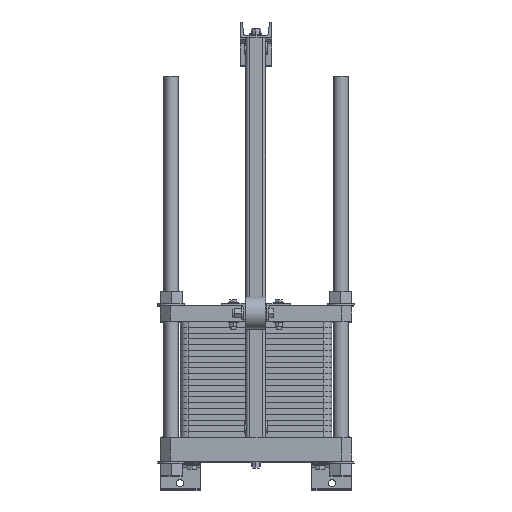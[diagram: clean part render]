
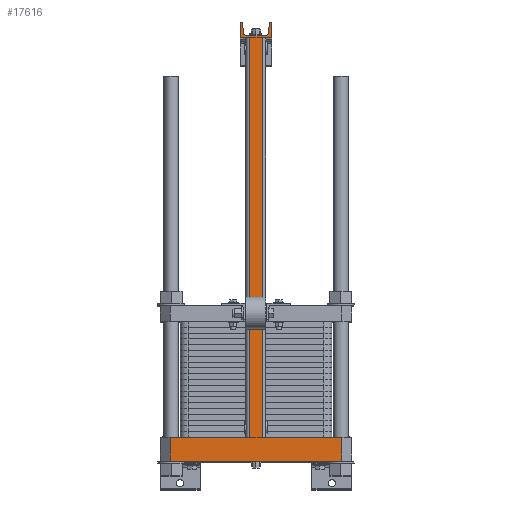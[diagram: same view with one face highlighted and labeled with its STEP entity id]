
A CAD part, top view. The second image highlights one B-rep face of the part: STEP entity #17616.
In plain terms, the highlighted planar face has unit normal (0, 0, 1).
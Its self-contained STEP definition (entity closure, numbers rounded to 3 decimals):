
#2051=LINE('',#26436,#3993);
#2052=LINE('',#26456,#3994);
#2053=LINE('',#26458,#3995);
#2054=LINE('',#26460,#3996);
#2055=LINE('',#26462,#3997);
#2056=LINE('',#26464,#3998);
#2057=LINE('',#26466,#3999);
#2058=LINE('',#26468,#4000);
#2059=LINE('',#26470,#4001);
#2060=LINE('',#26472,#4002);
#2061=LINE('',#26476,#4003);
#2062=LINE('',#26480,#4004);
#2063=LINE('',#26484,#4005);
#2064=LINE('',#26488,#4006);
#2065=LINE('',#26490,#4007);
#2066=LINE('',#26491,#4008);
#3993=VECTOR('',#20549,1.);
#3994=VECTOR('',#20554,10.);
#3995=VECTOR('',#20555,10.);
#3996=VECTOR('',#20556,10.);
#3997=VECTOR('',#20557,10.);
#3998=VECTOR('',#20558,10.);
#3999=VECTOR('',#20559,10.);
#4000=VECTOR('',#20560,10.);
#4001=VECTOR('',#20561,10.);
#4002=VECTOR('',#20562,10.);
#4003=VECTOR('',#20565,10.);
#4004=VECTOR('',#20568,10.);
#4005=VECTOR('',#20571,10.);
#4006=VECTOR('',#20574,10.);
#4007=VECTOR('',#20575,10.);
#4008=VECTOR('',#20576,10.);
#5897=PLANE('',#18548);
#6845=FACE_OUTER_BOUND('',#7727,.T.);
#7727=EDGE_LOOP('',(#13482,#13483,#13484,#13485,#13486,#13487,#13488,#13489,
#13490,#13491,#13492,#13493,#13494,#13495,#13496,#13497,#13498,#13499,#13500,
#13501));
#8912=CIRCLE('',#18549,4.);
#8913=CIRCLE('',#18550,8.);
#8914=CIRCLE('',#18551,8.);
#8915=CIRCLE('',#18552,4.);
#9960=VERTEX_POINT('',#26433);
#9961=VERTEX_POINT('',#26435);
#9962=VERTEX_POINT('',#26455);
#9963=VERTEX_POINT('',#26457);
#9964=VERTEX_POINT('',#26459);
#9965=VERTEX_POINT('',#26461);
#9966=VERTEX_POINT('',#26463);
#9967=VERTEX_POINT('',#26465);
#9968=VERTEX_POINT('',#26467);
#9969=VERTEX_POINT('',#26469);
#9970=VERTEX_POINT('',#26471);
#9971=VERTEX_POINT('',#26473);
#9972=VERTEX_POINT('',#26475);
#9973=VERTEX_POINT('',#26477);
#9974=VERTEX_POINT('',#26479);
#9975=VERTEX_POINT('',#26481);
#9976=VERTEX_POINT('',#26483);
#9977=VERTEX_POINT('',#26485);
#9978=VERTEX_POINT('',#26487);
#9979=VERTEX_POINT('',#26489);
#11387=EDGE_CURVE('',#9961,#9960,#2051,.T.);
#11390=EDGE_CURVE('',#9960,#9962,#2052,.T.);
#11391=EDGE_CURVE('',#9962,#9963,#2053,.T.);
#11392=EDGE_CURVE('',#9964,#9963,#2054,.T.);
#11393=EDGE_CURVE('',#9965,#9964,#2055,.T.);
#11394=EDGE_CURVE('',#9965,#9966,#2056,.T.);
#11395=EDGE_CURVE('',#9966,#9967,#2057,.T.);
#11396=EDGE_CURVE('',#9967,#9968,#2058,.T.);
#11397=EDGE_CURVE('',#9968,#9969,#2059,.T.);
#11398=EDGE_CURVE('',#9969,#9970,#2060,.T.);
#11399=EDGE_CURVE('',#9970,#9971,#8912,.T.);
#11400=EDGE_CURVE('',#9971,#9972,#2061,.T.);
#11401=EDGE_CURVE('',#9972,#9973,#8913,.T.);
#11402=EDGE_CURVE('',#9973,#9974,#2062,.T.);
#11403=EDGE_CURVE('',#9974,#9975,#8914,.T.);
#11404=EDGE_CURVE('',#9975,#9976,#2063,.T.);
#11405=EDGE_CURVE('',#9976,#9977,#8915,.T.);
#11406=EDGE_CURVE('',#9977,#9978,#2064,.T.);
#11407=EDGE_CURVE('',#9978,#9979,#2065,.T.);
#11408=EDGE_CURVE('',#9979,#9961,#2066,.T.);
#13482=ORIENTED_EDGE('',*,*,#11387,.T.);
#13483=ORIENTED_EDGE('',*,*,#11390,.T.);
#13484=ORIENTED_EDGE('',*,*,#11391,.T.);
#13485=ORIENTED_EDGE('',*,*,#11392,.F.);
#13486=ORIENTED_EDGE('',*,*,#11393,.F.);
#13487=ORIENTED_EDGE('',*,*,#11394,.T.);
#13488=ORIENTED_EDGE('',*,*,#11395,.T.);
#13489=ORIENTED_EDGE('',*,*,#11396,.T.);
#13490=ORIENTED_EDGE('',*,*,#11397,.T.);
#13491=ORIENTED_EDGE('',*,*,#11398,.T.);
#13492=ORIENTED_EDGE('',*,*,#11399,.T.);
#13493=ORIENTED_EDGE('',*,*,#11400,.T.);
#13494=ORIENTED_EDGE('',*,*,#11401,.T.);
#13495=ORIENTED_EDGE('',*,*,#11402,.T.);
#13496=ORIENTED_EDGE('',*,*,#11403,.T.);
#13497=ORIENTED_EDGE('',*,*,#11404,.T.);
#13498=ORIENTED_EDGE('',*,*,#11405,.T.);
#13499=ORIENTED_EDGE('',*,*,#11406,.T.);
#13500=ORIENTED_EDGE('',*,*,#11407,.T.);
#13501=ORIENTED_EDGE('',*,*,#11408,.T.);
#17616=ADVANCED_FACE('',(#6845),#5897,.T.);
#18548=AXIS2_PLACEMENT_3D('',#26454,#20552,#20553);
#18549=AXIS2_PLACEMENT_3D('',#26474,#20563,#20564);
#18550=AXIS2_PLACEMENT_3D('',#26478,#20566,#20567);
#18551=AXIS2_PLACEMENT_3D('',#26482,#20569,#20570);
#18552=AXIS2_PLACEMENT_3D('',#26486,#20572,#20573);
#20549=DIRECTION('',(0.,-1.,0.));
#20552=DIRECTION('center_axis',(0.,0.,
1.));
#20553=DIRECTION('ref_axis',(-1.,0.,0.));
#20554=DIRECTION('',(-1.,0.,0.));
#20555=DIRECTION('',(0.,-1.,0.));
#20556=DIRECTION('',(-1.,0.,0.));
#20557=DIRECTION('',(0.,-1.,0.));
#20558=DIRECTION('',(-1.,0.,0.));
#20559=DIRECTION('',(0.,1.,0.));
#20560=DIRECTION('',(1.,0.,0.));
#20561=DIRECTION('',(0.,1.,0.));
#20562=DIRECTION('',(-1.,0.,0.));
#20563=DIRECTION('center_axis',(0.,0.,1.));
#20564=DIRECTION('ref_axis',(0.,1.,0.));
#20565=DIRECTION('',(-0.091,-0.996,0.));
#20566=DIRECTION('center_axis',(0.,0.,-1.));
#20567=DIRECTION('ref_axis',(0.,1.,0.));
#20568=DIRECTION('',(-1.,0.,0.));
#20569=DIRECTION('center_axis',(0.,0.,-1.));
#20570=DIRECTION('ref_axis',(0.996,0.091,0.));
#20571=DIRECTION('',(-0.091,0.996,0.));
#20572=DIRECTION('center_axis',(0.,0.,1.));
#20573=DIRECTION('ref_axis',(0.996,0.091,0.));
#20574=DIRECTION('',(-1.,0.,0.));
#20575=DIRECTION('',(0.,-1.,0.));
#20576=DIRECTION('',(1.,0.,0.));
#26433=CARTESIAN_POINT('',(-16.2,0.,1111.));
#26435=CARTESIAN_POINT('',(-16.2,1000.,1111.));
#26436=CARTESIAN_POINT('',(-16.2,766.,1111.));
#26454=CARTESIAN_POINT('Origin',(215.,0.,
1111.));
#26455=CARTESIAN_POINT('',(-215.,0.,1111.));
#26456=CARTESIAN_POINT('',(215.,0.,1111.));
#26457=CARTESIAN_POINT('',(-215.,-60.,1111.));
#26458=CARTESIAN_POINT('',(-215.,0.,1111.));
#26459=CARTESIAN_POINT('',(215.,-60.,1111.));
#26460=CARTESIAN_POINT('',(215.,-60.,1111.));
#26461=CARTESIAN_POINT('',(215.,0.,1111.));
#26462=CARTESIAN_POINT('',(215.,0.,1111.));
#26463=CARTESIAN_POINT('',(16.2,0.,1111.));
#26464=CARTESIAN_POINT('',(215.,0.,1111.));
#26465=CARTESIAN_POINT('',(16.2,1000.,1111.));
#26466=CARTESIAN_POINT('',(16.2,0.,1111.));
#26467=CARTESIAN_POINT('',(40.,1000.,1111.));
#26468=CARTESIAN_POINT('',(-40.,1000.,1111.));
#26469=CARTESIAN_POINT('',(40.,1040.,1111.));
#26470=CARTESIAN_POINT('',(40.,1000.,1111.));
#26471=CARTESIAN_POINT('',(37.45,1040.,1111.));
#26472=CARTESIAN_POINT('',(40.,1040.,1111.));
#26473=CARTESIAN_POINT('',(33.466,1036.366,1111.));
#26474=CARTESIAN_POINT('Origin',(37.45,1036.,1111.));
#26475=CARTESIAN_POINT('',(31.347,1013.269,1111.));
#26476=CARTESIAN_POINT('',(33.466,1036.366,1111.));
#26477=CARTESIAN_POINT('',(23.381,1006.,1111.));
#26478=CARTESIAN_POINT('Origin',(23.381,1014.,1111.));
#26479=CARTESIAN_POINT('',(-23.381,1006.,1111.));
#26480=CARTESIAN_POINT('',(23.381,1006.,1111.));
#26481=CARTESIAN_POINT('',(-31.347,1013.269,1111.));
#26482=CARTESIAN_POINT('Origin',(-23.381,1014.,1111.));
#26483=CARTESIAN_POINT('',(-33.466,1036.366,1111.));
#26484=CARTESIAN_POINT('',(-31.347,1013.269,1111.));
#26485=CARTESIAN_POINT('',(-37.45,1040.,1111.));
#26486=CARTESIAN_POINT('Origin',(-37.45,1036.,1111.));
#26487=CARTESIAN_POINT('',(-40.,1040.,1111.));
#26488=CARTESIAN_POINT('',(-37.45,1040.,1111.));
#26489=CARTESIAN_POINT('',(-40.,1000.,1111.));
#26490=CARTESIAN_POINT('',(-40.,1040.,1111.));
#26491=CARTESIAN_POINT('',(-40.,1000.,1111.));
